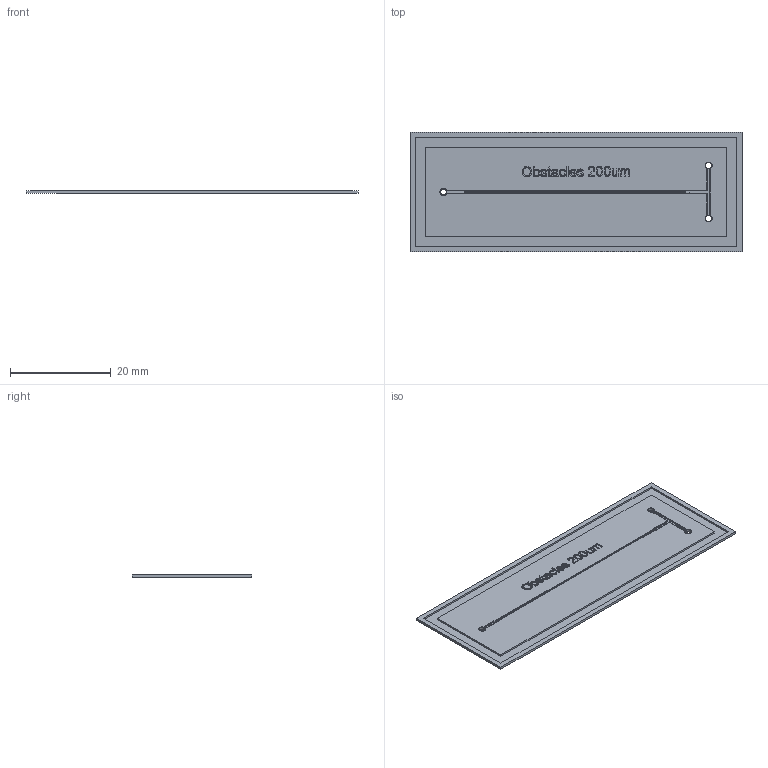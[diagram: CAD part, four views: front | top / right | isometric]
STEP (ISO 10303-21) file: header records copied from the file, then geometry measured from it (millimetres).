
FILE_DESCRIPTION(/* description */ (''),/* implementation_level */ '2;1');
FILE_NAME(/* name */ 'ThinChip v10.step',/* time_stamp */ '2022-06-17T15:57:25+05:00',/* author */ (''),/* organization */ (''),/* preprocessor_version */ 'ST-DEVELOPER v19',/* originating_system */ 'Autodesk Translation Framework v11.7.0.108',/* authorisation */ '');
FILE_SCHEMA (('AUTOMOTIVE_DESIGN { 1 0 10303 214 3 1 1 }'));
Length unit declared in the file: millimetre
Products named in the file (1): ThinChip
Bounding box: 66 x 23.8 x 0.52 mm (x, y, z)
Volume: 666.4 mm3; surface area: 3367.8 mm2
Topology: 1 solids, 1 shells, 591 faces, 1557 edges, 1038 vertices
Faces by surface type: plane 300, bspline 259, cylinder 32
Full cylindrical faces by diameter (mm): 0.05 x13, 0.1 x3, 1.2 x3
Entity records: 20587 total; most frequent: CARTESIAN_POINT 7602, ORIENTED_EDGE 3114, DIRECTION 1769, EDGE_CURVE 1557, VERTEX_POINT 1038, LINE 967, VECTOR 967, EDGE_LOOP 667
